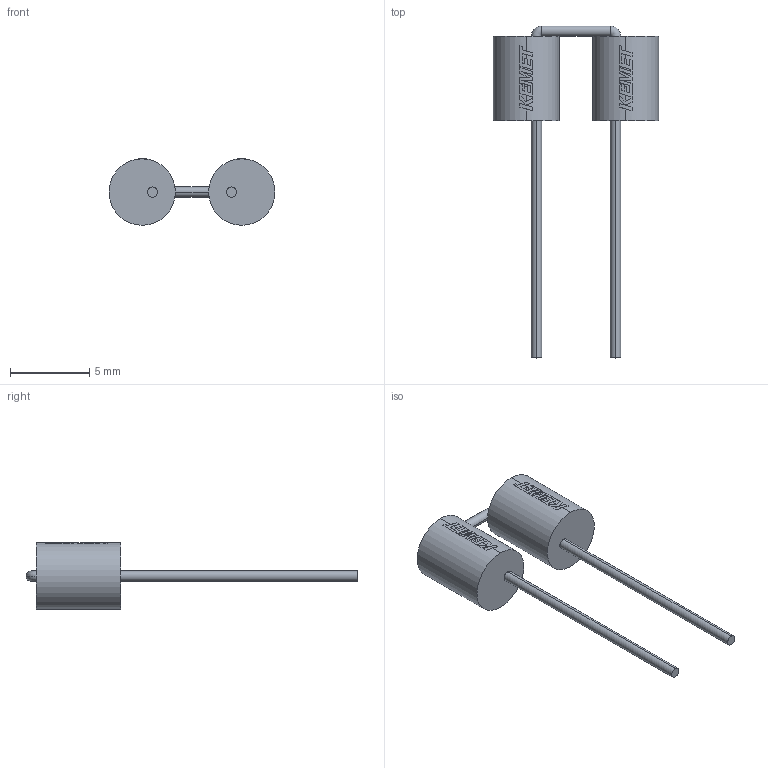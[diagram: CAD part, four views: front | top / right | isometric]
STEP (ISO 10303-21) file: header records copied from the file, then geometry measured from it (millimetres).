
FILE_DESCRIPTION (( 'STEP AP214' ), '1' );
FILE_NAME ('IL_B02R_D3.6L7.5L24.60S5LL20LL210.STEP', '2018-03-20T16:20:32', ( '' ), ( '' ), 'SwSTEP 2.0', 'SolidWorks 2014', '' );
FILE_SCHEMA (( 'AUTOMOTIVE_DESIGN' ));
Length unit declared in the file: millimetre
Products named in the file (1): IL_B02R_D3.6L7.5L24.60S5LL20LL210
Bounding box: 10.5 x 21 x 4.21 mm (x, y, z)
Volume: 160 mm3; surface area: 269.3 mm2
Topology: 2 solids, 2 shells, 145 faces, 410 edges, 272 vertices
Faces by surface type: bspline 62, plane 51, cylinder 28, torus 4
Entity records: 5412 total; most frequent: CARTESIAN_POINT 1924, ORIENTED_EDGE 820, EDGE_CURVE 410, DIRECTION 344, VERTEX_POINT 272, B_SPLINE_CURVE_WITH_KNOTS 262, EDGE_LOOP 148, ADVANCED_FACE 145
